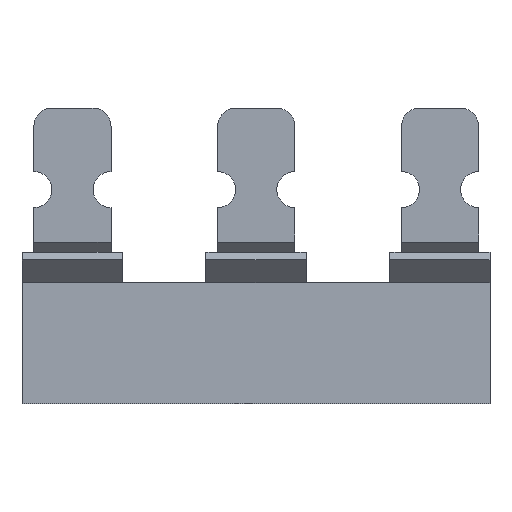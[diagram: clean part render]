
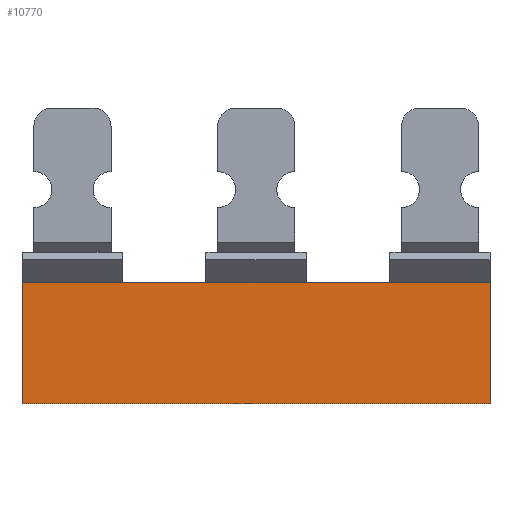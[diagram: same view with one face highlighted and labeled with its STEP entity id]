
A CAD part, top view. The second image highlights one B-rep face of the part: STEP entity #10770.
In plain terms, the highlighted planar face has unit normal (0, 0, 1).
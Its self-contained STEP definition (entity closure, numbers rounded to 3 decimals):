
#360=CARTESIAN_POINT('',(-12.25,11.6,4.551));
#370=VERTEX_POINT('',#360);
#1070=CARTESIAN_POINT('',(1.675,-5.2,
4.551));
#1080=VERTEX_POINT('',#1070);
#1110=CARTESIAN_POINT('',(1.675,-2.6,4.551));
#1120=DIRECTION('',(-0.,-1.,0.));
#1130=VECTOR('',#1120,1.);
#1140=LINE('',#1110,#1130);
#1150=CARTESIAN_POINT('',(1.675,11.6,4.551));
#1160=VERTEX_POINT('',#1150);
#1170=EDGE_CURVE('',#1160,#1080,#1140,.T.);
#2920=CARTESIAN_POINT('',(-37.75,11.6,4.551));
#2930=VERTEX_POINT('',#2920);
#3250=CARTESIAN_POINT('',(-37.75,11.6,4.551));
#3260=DIRECTION('',(1.,0.,-0.));
#3270=VECTOR('',#3260,1.);
#3280=LINE('',#3250,#3270);
#3290=CARTESIAN_POINT('',(-23.825,11.6,4.551));
#3300=VERTEX_POINT('',#3290);
#3310=EDGE_CURVE('',#2930,#3300,#3280,.T.);
#9740=CARTESIAN_POINT('',(-37.75,11.6,4.551));
#9750=DIRECTION('',(1.,0.,-0.));
#9760=VECTOR('',#9750,1.);
#9770=LINE('',#9740,#9760);
#9780=EDGE_CURVE('',#3300,#370,#9770,.T.);
#10310=CARTESIAN_POINT('',(-63.25,11.6,4.551));
#10320=DIRECTION('',(0.,0.,-1.));
#10330=DIRECTION('',(0.,1.,0.));
#10340=AXIS2_PLACEMENT_3D('',#10310,#10320,#10330);
#10350=PLANE('',#10340);
#10360=ORIENTED_EDGE('',*,*,#3310,.F.);
#10370=ORIENTED_EDGE('',*,*,#9780,.F.);
#10380=CARTESIAN_POINT('',(-12.25,11.6,4.551));
#10390=DIRECTION('',(1.,0.,-0.));
#10400=VECTOR('',#10390,1.);
#10410=LINE('',#10380,#10400);
#10420=EDGE_CURVE('',#370,#1160,#10410,.T.);
#10430=ORIENTED_EDGE('',*,*,#10420,.F.);
#10440=ORIENTED_EDGE('',*,*,#1170,.F.);
#10450=CARTESIAN_POINT('',(-63.25,-5.2,4.551));
#10460=DIRECTION('',(1.,0.,0.));
#10470=VECTOR('',#10460,1.);
#10480=LINE('',#10450,#10470);
#10490=CARTESIAN_POINT('',(-63.25,-5.2,4.551));
#10500=VERTEX_POINT('',#10490);
#10510=EDGE_CURVE('',#10500,#1080,#10480,.T.);
#10520=ORIENTED_EDGE('',*,*,#10510,.T.);
#10530=CARTESIAN_POINT('',(-63.25,-5.2,4.551));
#10540=DIRECTION('',(0.,1.,0.));
#10550=VECTOR('',#10540,1.);
#10560=LINE('',#10530,#10550);
#10570=CARTESIAN_POINT('',(-63.25,11.6,4.551));
#10580=VERTEX_POINT('',#10570);
#10590=EDGE_CURVE('',#10500,#10580,#10560,.T.);
#10600=ORIENTED_EDGE('',*,*,#10590,.F.);
#10610=CARTESIAN_POINT('',(-63.25,11.6,4.551));
#10620=DIRECTION('',(1.,0.,-0.));
#10630=VECTOR('',#10620,1.);
#10640=LINE('',#10610,#10630);
#10650=CARTESIAN_POINT('',(-49.325,11.6,4.551));
#10660=VERTEX_POINT('',#10650);
#10670=EDGE_CURVE('',#10580,#10660,#10640,.T.);
#10680=ORIENTED_EDGE('',*,*,#10670,.F.);
#10690=CARTESIAN_POINT('',(-63.25,11.6,4.551));
#10700=DIRECTION('',(1.,0.,-0.));
#10710=VECTOR('',#10700,1.);
#10720=LINE('',#10690,#10710);
#10730=EDGE_CURVE('',#10660,#2930,#10720,.T.);
#10740=ORIENTED_EDGE('',*,*,#10730,.F.);
#10750=EDGE_LOOP('',(#10740,#10680,#10600,#10520,#10440,#10430,#10370,
#10360));
#10760=FACE_OUTER_BOUND('',#10750,.T.);
#10770=ADVANCED_FACE('',(#10760),#10350,.F.);
